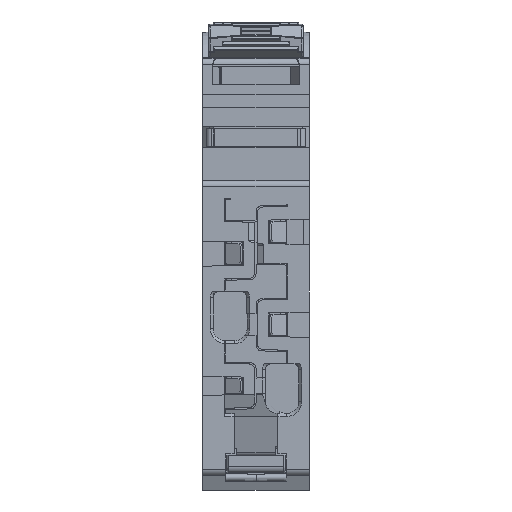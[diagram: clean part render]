
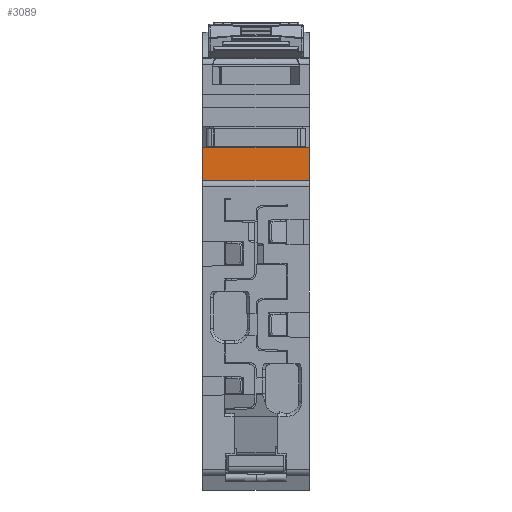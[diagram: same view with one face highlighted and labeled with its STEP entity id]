
A CAD part, front view. The second image highlights one B-rep face of the part: STEP entity #3089.
In plain terms, the highlighted planar face has unit normal (0, -1, 0).
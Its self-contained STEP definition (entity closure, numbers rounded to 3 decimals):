
#3089=ADVANCED_FACE('',(#7375),#7376,.F.);
#7375=FACE_OUTER_BOUND('',#12909,.T.);
#7376=PLANE('',#12910);
#12909=EDGE_LOOP('',(#23221,#23222,#23223,#23224,#23225,#23226,#23227,#23228,#23229,#23230,#23231));
#12910=AXIS2_PLACEMENT_3D('',#23232,#23233,#23234);
#23221=ORIENTED_EDGE('',*,*,#37560,.T.);
#23222=ORIENTED_EDGE('',*,*,#37561,.T.);
#23223=ORIENTED_EDGE('',*,*,#34982,.F.);
#23224=ORIENTED_EDGE('',*,*,#37481,.F.);
#23225=ORIENTED_EDGE('',*,*,#37562,.F.);
#23226=ORIENTED_EDGE('',*,*,#35031,.T.);
#23227=ORIENTED_EDGE('',*,*,#35456,.F.);
#23228=ORIENTED_EDGE('',*,*,#37563,.T.);
#23229=ORIENTED_EDGE('',*,*,#37564,.F.);
#23230=ORIENTED_EDGE('',*,*,#37565,.T.);
#23231=ORIENTED_EDGE('',*,*,#37553,.F.);
#23232=CARTESIAN_POINT('',(8.8,22.55,51.));
#23233=DIRECTION('',(-0.0,1.0,0.0));
#23234=DIRECTION('',(1.0,0.0,0.0));
#34982=EDGE_CURVE('',#42157,#42159,#42160,.T.);
#35031=EDGE_CURVE('',#42252,#42250,#42253,.T.);
#35456=EDGE_CURVE('',#42989,#42250,#42991,.T.);
#37481=EDGE_CURVE('',#46061,#42157,#46063,.T.);
#37553=EDGE_CURVE('',#46163,#46164,#46165,.T.);
#37560=EDGE_CURVE('',#46163,#46174,#46175,.T.);
#37561=EDGE_CURVE('',#46174,#42159,#46176,.T.);
#37562=EDGE_CURVE('',#42252,#46061,#46177,.T.);
#37563=EDGE_CURVE('',#42989,#46178,#46179,.T.);
#37564=EDGE_CURVE('',#46180,#46178,#46181,.T.);
#37565=EDGE_CURVE('',#46180,#46164,#46182,.T.);
#42157=VERTEX_POINT('',#52906);
#42159=VERTEX_POINT('',#52909);
#42160=LINE('',#52910,#52911);
#42250=VERTEX_POINT('',#53036);
#42252=VERTEX_POINT('',#53039);
#42253=LINE('',#53040,#53041);
#42989=VERTEX_POINT('',#54147);
#42991=LINE('',#54150,#54151);
#46061=VERTEX_POINT('',#58712);
#46063=LINE('',#58715,#58716);
#46163=VERTEX_POINT('',#58860);
#46164=VERTEX_POINT('',#58861);
#46165=LINE('',#58862,#58863);
#46174=VERTEX_POINT('',#58877);
#46175=LINE('',#58878,#58879);
#46176=LINE('',#58880,#58881);
#46177=LINE('',#58882,#58883);
#46178=VERTEX_POINT('',#58884);
#46179=LINE('',#58885,#58886);
#46180=VERTEX_POINT('',#58887);
#46181=LINE('',#58888,#58889);
#46182=LINE('',#58890,#58891);
#52906=CARTESIAN_POINT('',(4.65,22.55,49.814));
#52909=CARTESIAN_POINT('',(4.65,22.55,51.));
#52910=CARTESIAN_POINT('',(4.65,22.55,51.));
#52911=VECTOR('',#68103,1.0);
#53036=CARTESIAN_POINT('',(12.7,22.55,49.7));
#53039=CARTESIAN_POINT('',(12.7,22.55,49.818));
#53040=CARTESIAN_POINT('',(12.7,22.55,7.1));
#53041=VECTOR('',#68167,1.0);
#54147=CARTESIAN_POINT('',(13.1,22.55,49.7));
#54150=CARTESIAN_POINT('',(0.9,22.55,49.7));
#54151=VECTOR('',#68668,1.0);
#58712=CARTESIAN_POINT('',(8.8,22.55,49.886));
#58715=CARTESIAN_POINT('',(8.8,22.55,49.886));
#58716=VECTOR('',#70718,1.0);
#58860=CARTESIAN_POINT('',(0.,22.55,56.4));
#58861=CARTESIAN_POINT('',(17.6,22.55,56.4));
#58862=CARTESIAN_POINT('',(0.,22.55,56.4));
#58863=VECTOR('',#70790,1.0);
#58877=CARTESIAN_POINT('',(0.,22.55,51.));
#58878=CARTESIAN_POINT('',(0.,22.55,56.4));
#58879=VECTOR('',#70796,1.0);
#58880=CARTESIAN_POINT('',(0.,22.55,51.));
#58881=VECTOR('',#70797,1.0);
#58882=CARTESIAN_POINT('',(13.1,22.55,49.811));
#58883=VECTOR('',#70798,1.0);
#58884=CARTESIAN_POINT('',(13.1,22.55,51.));
#58885=CARTESIAN_POINT('',(13.1,22.55,49.811));
#58886=VECTOR('',#70799,1.0);
#58887=CARTESIAN_POINT('',(17.6,22.55,51.));
#58888=CARTESIAN_POINT('',(17.6,22.55,51.));
#58889=VECTOR('',#70800,1.0);
#58890=CARTESIAN_POINT('',(17.6,22.55,51.));
#58891=VECTOR('',#70801,1.0);
#68103=DIRECTION('',(0.0,0.0,1.0));
#68167=DIRECTION('',(0.0,0.0,-1.0));
#68668=DIRECTION('',(-1.0,0.0,0.0));
#70718=DIRECTION('',(-1.,0.0,-0.017));
#70790=DIRECTION('',(1.0,0.0,0.0));
#70796=DIRECTION('',(0.0,0.0,-1.0));
#70797=DIRECTION('',(1.0,0.0,0.0));
#70798=DIRECTION('',(-1.,0.,0.017));
#70799=DIRECTION('',(0.0,0.,1.0));
#70800=DIRECTION('',(-1.0,0.0,0.0));
#70801=DIRECTION('',(0.0,0.0,1.0));
